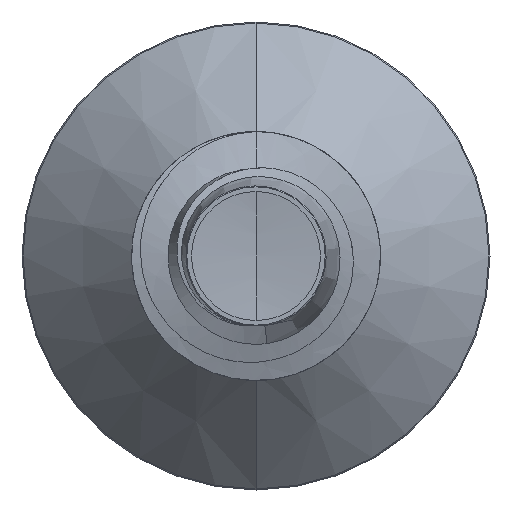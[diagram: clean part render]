
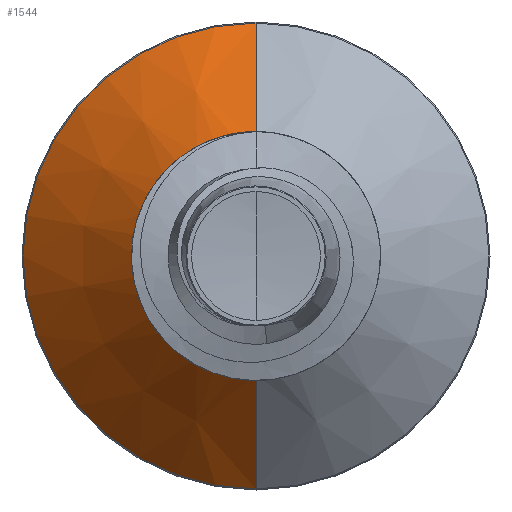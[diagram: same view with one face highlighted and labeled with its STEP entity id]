
A CAD part, front view. The second image highlights one B-rep face of the part: STEP entity #1544.
In plain terms, the highlighted conical face has half-angle 45 degrees and reference radius 1.189 mm.
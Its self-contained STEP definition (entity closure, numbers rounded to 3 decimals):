
#416 = AXIS2_PLACEMENT_3D ( 'NONE', #8636, #8663, #8679 ) ;
#564 = VECTOR ( 'NONE', #6417, 1000. ) ;
#1051 = CONICAL_SURFACE ( 'NONE', #416, 1.189, 0.785 ) ;
#1196 = LINE ( 'NONE', #6481, #564 ) ;
#1214 = LINE ( 'NONE', #3960, #9346 ) ;
#1387 = CIRCLE ( 'NONE', #1641, 1.189 ) ;
#1544 = ADVANCED_FACE ( 'NONE', ( #4806 ), #1051, .T. ) ;
#1597 = EDGE_LOOP ( 'NONE', ( #10006, #7705, #5357, #8187 ) ) ;
#1630 = CARTESIAN_POINT ( 'NONE',  ( 0., 4.439, -2.339 ) ) ;
#1641 = AXIS2_PLACEMENT_3D ( 'NONE', #3692, #4314, #4310 ) ;
#2075 = CARTESIAN_POINT ( 'NONE',  ( 0., 4.439, 2.339 ) ) ;
#2352 = CARTESIAN_POINT ( 'NONE',  ( 0., 3.289, -1.189 ) ) ;
#2960 = VERTEX_POINT ( 'NONE', #2352 ) ;
#3187 = CARTESIAN_POINT ( 'NONE',  ( 0., 3.289, 1.189 ) ) ;
#3692 = CARTESIAN_POINT ( 'NONE',  ( 0., 3.289, 0. ) ) ;
#3960 = CARTESIAN_POINT ( 'NONE',  ( 0., 3.289, -1.189 ) ) ;
#4039 = DIRECTION ( 'NONE',  ( 0., 0.707, -0.707 ) ) ;
#4310 = DIRECTION ( 'NONE',  ( 0., 0., 1. ) ) ;
#4314 = DIRECTION ( 'NONE',  ( 0., 1., 0. ) ) ;
#4806 = FACE_OUTER_BOUND ( 'NONE', #1597, .T. ) ;
#5357 = ORIENTED_EDGE ( 'NONE', *, *, #9080, .T. ) ;
#5544 = DIRECTION ( 'NONE',  ( 0., 0., 1. ) ) ;
#5551 = DIRECTION ( 'NONE',  ( 0., 1., 0. ) ) ;
#5553 = CARTESIAN_POINT ( 'NONE',  ( 0., 4.439, 0. ) ) ;
#6417 = DIRECTION ( 'NONE',  ( 0., 0.707, 0.707 ) ) ;
#6481 = CARTESIAN_POINT ( 'NONE',  ( 0., 3.289, 1.189 ) ) ;
#6674 = EDGE_CURVE ( 'NONE', #2960, #9263, #1387, .T. ) ;
#7612 = CIRCLE ( 'NONE', #8870, 2.339 ) ;
#7705 = ORIENTED_EDGE ( 'NONE', *, *, #6674, .T. ) ;
#8187 = ORIENTED_EDGE ( 'NONE', *, *, #9141, .F. ) ;
#8488 = VERTEX_POINT ( 'NONE', #2075 ) ;
#8636 = CARTESIAN_POINT ( 'NONE',  ( 0., 3.289, 0. ) ) ;
#8663 = DIRECTION ( 'NONE',  ( 0., 1., 0. ) ) ;
#8679 = DIRECTION ( 'NONE',  ( 0., 0., 1. ) ) ;
#8870 = AXIS2_PLACEMENT_3D ( 'NONE', #5553, #5551, #5544 ) ;
#9080 = EDGE_CURVE ( 'NONE', #9263, #8488, #1196, .T. ) ;
#9141 = EDGE_CURVE ( 'NONE', #10392, #8488, #7612, .T. ) ;
#9263 = VERTEX_POINT ( 'NONE', #3187 ) ;
#9346 = VECTOR ( 'NONE', #4039, 1000. ) ;
#9506 = EDGE_CURVE ( 'NONE', #2960, #10392, #1214, .T. ) ;
#10006 = ORIENTED_EDGE ( 'NONE', *, *, #9506, .F. ) ;
#10392 = VERTEX_POINT ( 'NONE', #1630 ) ;
